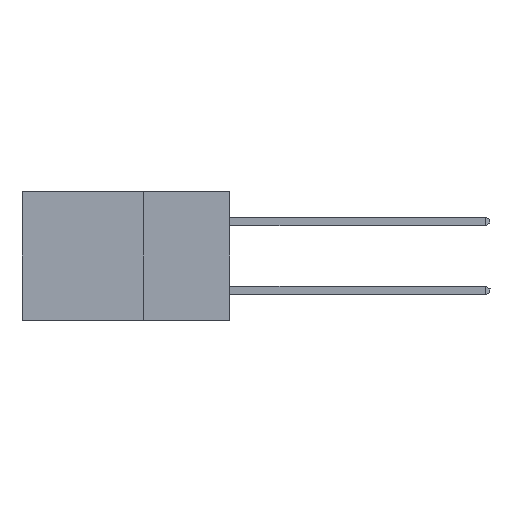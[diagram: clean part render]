
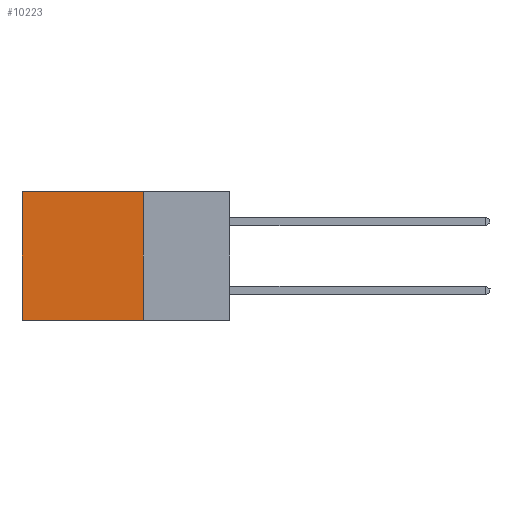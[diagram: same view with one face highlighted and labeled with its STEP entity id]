
A CAD part, left-side view. The second image highlights one B-rep face of the part: STEP entity #10223.
In plain terms, the highlighted planar face has unit normal (-1, 0, 0).
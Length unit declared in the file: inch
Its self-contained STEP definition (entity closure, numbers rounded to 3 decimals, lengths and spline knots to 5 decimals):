
#1048 = VECTOR ( 'NONE', #9858, 39.37008 ) ;
#2764 = LINE ( 'NONE', #15683, #12879 ) ;
#4917 = PLANE ( 'NONE',  #25560 ) ;
#7455 = CARTESIAN_POINT ( 'NONE',  ( 0.298, 0.6, 0. ) ) ;
#7630 = ORIENTED_EDGE ( 'NONE', *, *, #14608, .T. ) ;
#8511 = VERTEX_POINT ( 'NONE', #19888 ) ;
#9858 = DIRECTION ( 'NONE',  ( 0., 0., -1. ) ) ;
#10068 = DIRECTION ( 'NONE',  ( 0., 1., 0. ) ) ;
#10223 = ADVANCED_FACE ( 'NONE', ( #26051 ), #4917, .F. ) ;
#10544 = VERTEX_POINT ( 'NONE', #20270 ) ;
#10957 = DIRECTION ( 'NONE',  ( 0., 0., -1. ) ) ;
#11950 = DIRECTION ( 'NONE',  ( 1., 0., 0. ) ) ;
#12879 = VECTOR ( 'NONE', #10957, 39.37008 ) ;
#14433 = CARTESIAN_POINT ( 'NONE',  ( 0.298, 0.25, 0. ) ) ;
#14476 = LINE ( 'NONE', #15238, #27241 ) ;
#14608 = EDGE_CURVE ( 'NONE', #24273, #10544, #29171, .T. ) ;
#14840 = VERTEX_POINT ( 'NONE', #17143 ) ;
#15037 = ORIENTED_EDGE ( 'NONE', *, *, #19583, .F. ) ;
#15238 = CARTESIAN_POINT ( 'NONE',  ( 0.298, 0.25, -0.37 ) ) ;
#15683 = CARTESIAN_POINT ( 'NONE',  ( 0.298, 0.25, 0. ) ) ;
#15795 = EDGE_CURVE ( 'NONE', #8511, #14840, #14476, .T. ) ;
#16592 = ORIENTED_EDGE ( 'NONE', *, *, #15795, .F. ) ;
#17143 = CARTESIAN_POINT ( 'NONE',  ( 0.298, 0.6, -0.37 ) ) ;
#17214 = CARTESIAN_POINT ( 'NONE',  ( 0.298, 0.25, 0. ) ) ;
#17388 = EDGE_LOOP ( 'NONE', ( #23030, #16592, #15037, #7630 ) ) ;
#17644 = DIRECTION ( 'NONE',  ( 0., 1., 0. ) ) ;
#19583 = EDGE_CURVE ( 'NONE', #24273, #8511, #2764, .T. ) ;
#19888 = CARTESIAN_POINT ( 'NONE',  ( 0.298, 0.25, -0.37 ) ) ;
#20270 = CARTESIAN_POINT ( 'NONE',  ( 0.298, 0.6, 0. ) ) ;
#23030 = ORIENTED_EDGE ( 'NONE', *, *, #23792, .T. ) ;
#23792 = EDGE_CURVE ( 'NONE', #10544, #14840, #30334, .T. ) ;
#24273 = VERTEX_POINT ( 'NONE', #30977 ) ;
#25560 = AXIS2_PLACEMENT_3D ( 'NONE', #14433, #11950, #26285 ) ;
#26051 = FACE_OUTER_BOUND ( 'NONE', #17388, .T. ) ;
#26285 = DIRECTION ( 'NONE',  ( 0., 0., -1. ) ) ;
#27241 = VECTOR ( 'NONE', #17644, 39.37008 ) ;
#29171 = LINE ( 'NONE', #17214, #29936 ) ;
#29936 = VECTOR ( 'NONE', #10068, 39.37008 ) ;
#30334 = LINE ( 'NONE', #7455, #1048 ) ;
#30977 = CARTESIAN_POINT ( 'NONE',  ( 0.298, 0.25, 0. ) ) ;
